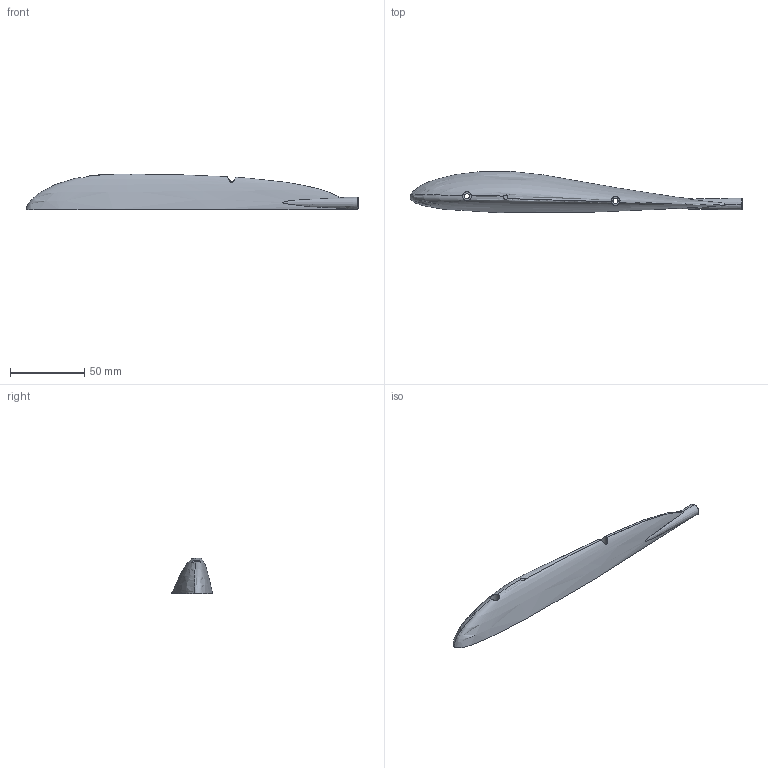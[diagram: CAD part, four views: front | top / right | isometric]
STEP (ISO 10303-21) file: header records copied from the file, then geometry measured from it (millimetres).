
FILE_DESCRIPTION (( 'STEP AP214' ), '1' );
FILE_NAME ('EXPLORA_VTOL_WING_L4.STEP', '2022-10-24T08:50:30', ( '' ), ( '' ), 'SwSTEP 2.0', 'SolidWorks 2021', '' );
FILE_SCHEMA (( 'AUTOMOTIVE_DESIGN' ));
Length unit declared in the file: millimetre
Products named in the file (1): EXPLORA_VTOL_WING_L4
Bounding box: 223.29 x 27.66 x 24.04 mm (x, y, z)
Volume: 53491 mm3; surface area: 15191.1 mm2
Topology: 1 solids, 1 shells, 22 faces, 58 edges, 39 vertices
Faces by surface type: cylinder 10, plane 6, torus 2, cone 2, bspline 2
Entity records: 3808 total; most frequent: CARTESIAN_POINT 3248, ORIENTED_EDGE 116, DIRECTION 98, EDGE_CURVE 58, AXIS2_PLACEMENT_3D 43, VERTEX_POINT 39, EDGE_LOOP 27, B_SPLINE_CURVE_WITH_KNOTS 24
